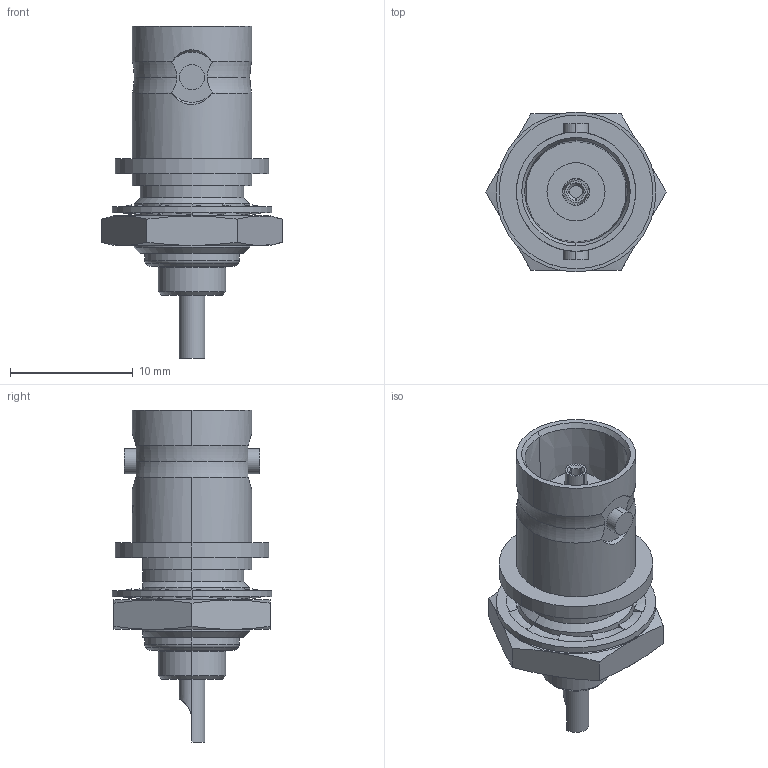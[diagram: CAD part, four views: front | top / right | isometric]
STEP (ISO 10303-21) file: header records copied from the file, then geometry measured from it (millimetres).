
FILE_DESCRIPTION (( 'STEP AP214' ), '1' );
FILE_NAME ('J01001B0615.STEP', '2015-07-23T11:45:37', ( '' ), ( '' ), 'SwSTEP 2.0', 'SolidWorks 2015', '' );
FILE_SCHEMA (( 'AUTOMOTIVE_DESIGN' ));
Length unit declared in the file: millimetre
Products named in the file (1): J01001B0615
Bounding box: 14.66 x 13 x 27 mm (x, y, z)
Volume: 1399.4 mm3; surface area: 1527.2 mm2
Topology: 2 solids, 2 shells, 259 faces, 634 edges, 396 vertices
Faces by surface type: plane 113, cylinder 54, cone 48, bspline 36, torus 8
Entity records: 11032 total; most frequent: CARTESIAN_POINT 2392, ORIENTED_EDGE 1264, DIRECTION 1098, EDGE_CURVE 632, VERTEX_POINT 396, AXIS2_PLACEMENT_3D 386, LINE 326, VECTOR 326
